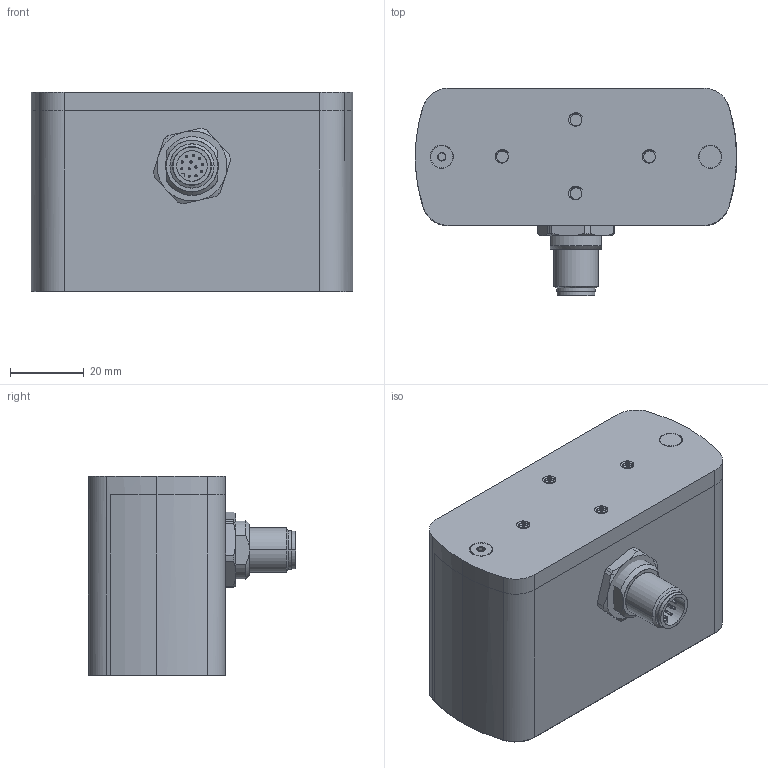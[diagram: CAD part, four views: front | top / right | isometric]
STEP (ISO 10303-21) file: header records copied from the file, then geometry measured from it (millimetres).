
FILE_DESCRIPTION (( 'STEP AP203' ), '1' );
FILE_NAME ('ODC 48-xx QD (No Mounting Bracket).STEP', '2023-02-26T18:35:12', ( '' ), ( '' ), 'SwSTEP 2.0', 'SolidWorks 2017', '' );
FILE_SCHEMA (( 'CONFIG_CONTROL_DESIGN' ));
Length unit declared in the file: millimetre
Products named in the file (1): ODC 48-xx QD (No Mounting Bracket)
Bounding box: 87.4 x 56.41 x 54.25 mm (x, y, z)
Surface area: 47132.5 mm2 (no closed solid volume)
Topology: 0 solids, 100 shells, 908 faces, 2714 edges, 1893 vertices
Faces by surface type: cylinder 550, plane 204, bspline 68, cone 62, torus 24
Entity records: 54841 total; most frequent: CARTESIAN_POINT 33519, ORIENTED_EDGE 4933, DIRECTION 3696, EDGE_CURVE 2714, VERTEX_POINT 1893, AXIS2_PLACEMENT_3D 1333, VECTOR 1030, LINE 1030
